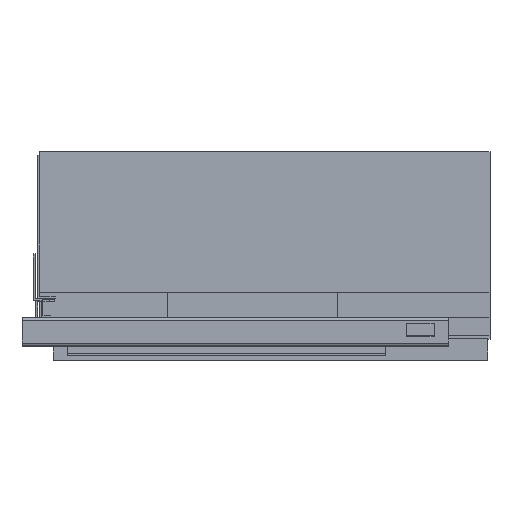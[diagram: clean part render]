
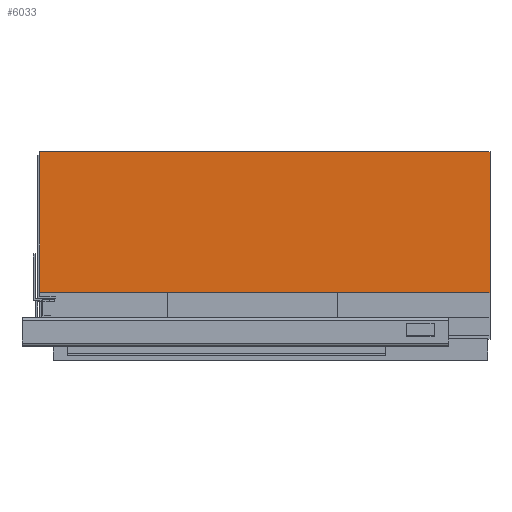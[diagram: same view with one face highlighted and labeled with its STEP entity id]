
A CAD part, top view. The second image highlights one B-rep face of the part: STEP entity #6033.
In plain terms, the highlighted planar face has unit normal (0, 0, 1).
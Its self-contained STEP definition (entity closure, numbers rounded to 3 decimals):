
#197 = VECTOR ( 'NONE', #3056, 1000. ) ;
#430 = LINE ( 'NONE', #8841, #3190 ) ;
#676 = EDGE_CURVE ( 'NONE', #1059, #4187, #7623, .T. ) ;
#1059 = VERTEX_POINT ( 'NONE', #4779 ) ;
#1454 = EDGE_CURVE ( 'NONE', #6126, #1059, #430, .T. ) ;
#1791 = EDGE_CURVE ( 'NONE', #8591, #4187, #6546, .T. ) ;
#1847 = CARTESIAN_POINT ( 'NONE',  ( -290., 121., 13.5 ) ) ;
#1891 = FACE_OUTER_BOUND ( 'NONE', #6434, .T. ) ;
#1892 = DIRECTION ( 'NONE',  ( 0., -1., 0. ) ) ;
#1946 = CARTESIAN_POINT ( 'NONE',  ( -290., 30., 13.5 ) ) ;
#2343 = ORIENTED_EDGE ( 'NONE', *, *, #1791, .T. ) ;
#2514 = DIRECTION ( 'NONE',  ( 1., 0., 0. ) ) ;
#3056 = DIRECTION ( 'NONE',  ( 1., 0., 0. ) ) ;
#3190 = VECTOR ( 'NONE', #2514, 1000. ) ;
#3373 = ORIENTED_EDGE ( 'NONE', *, *, #676, .F. ) ;
#4029 = VECTOR ( 'NONE', #1892, 1000. ) ;
#4153 = CARTESIAN_POINT ( 'NONE',  ( -290., 121., 13.5 ) ) ;
#4187 = VERTEX_POINT ( 'NONE', #4818 ) ;
#4661 = DIRECTION ( 'NONE',  ( 0., 0., 1. ) ) ;
#4779 = CARTESIAN_POINT ( 'NONE',  ( 0., 121., 13.5 ) ) ;
#4818 = CARTESIAN_POINT ( 'NONE',  ( 0., 30., 13.5 ) ) ;
#4893 = CARTESIAN_POINT ( 'NONE',  ( 0., 121., 13.5 ) ) ;
#5088 = VECTOR ( 'NONE', #7805, 1000. ) ;
#5933 = CARTESIAN_POINT ( 'NONE',  ( -290., 30., 13.5 ) ) ;
#6033 = ADVANCED_FACE ( 'NONE', ( #1891 ), #8826, .T. ) ;
#6102 = EDGE_CURVE ( 'NONE', #6126, #8591, #8405, .T. ) ;
#6126 = VERTEX_POINT ( 'NONE', #4153 ) ;
#6434 = EDGE_LOOP ( 'NONE', ( #3373, #7097, #8702, #2343 ) ) ;
#6546 = LINE ( 'NONE', #5933, #197 ) ;
#7097 = ORIENTED_EDGE ( 'NONE', *, *, #1454, .F. ) ;
#7623 = LINE ( 'NONE', #4893, #4029 ) ;
#7709 = CARTESIAN_POINT ( 'NONE',  ( -290., 121., 13.5 ) ) ;
#7805 = DIRECTION ( 'NONE',  ( 0., -1., 0. ) ) ;
#8119 = DIRECTION ( 'NONE',  ( 0., -1., 0. ) ) ;
#8184 = AXIS2_PLACEMENT_3D ( 'NONE', #1847, #4661, #8119 ) ;
#8405 = LINE ( 'NONE', #7709, #5088 ) ;
#8591 = VERTEX_POINT ( 'NONE', #1946 ) ;
#8702 = ORIENTED_EDGE ( 'NONE', *, *, #6102, .T. ) ;
#8826 = PLANE ( 'NONE',  #8184 ) ;
#8841 = CARTESIAN_POINT ( 'NONE',  ( -290., 121., 13.5 ) ) ;
